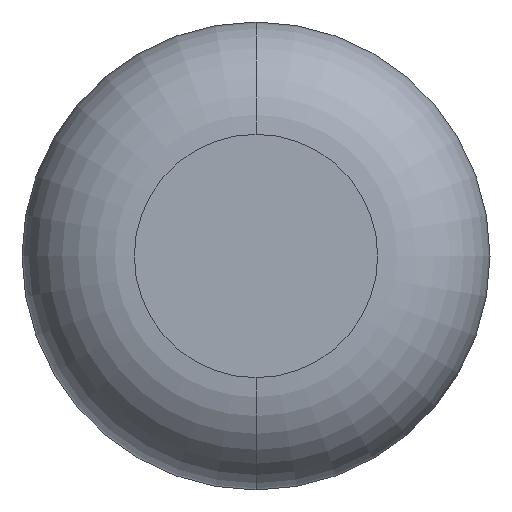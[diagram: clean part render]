
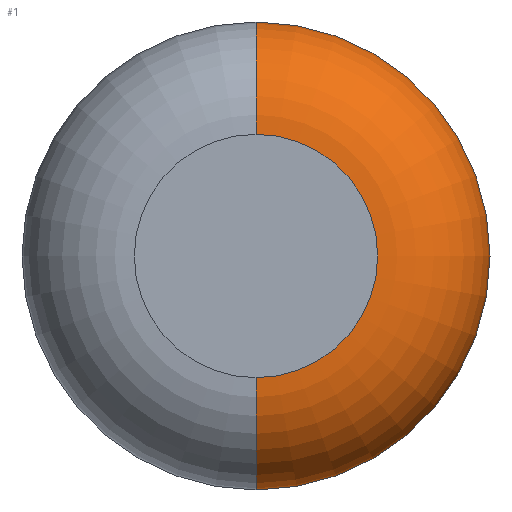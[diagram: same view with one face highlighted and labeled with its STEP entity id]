
A CAD part, front view. The second image highlights one B-rep face of the part: STEP entity #1.
In plain terms, the highlighted toroidal (fillet/blend) face has major radius 1.651 mm and minor radius 1.524 mm.
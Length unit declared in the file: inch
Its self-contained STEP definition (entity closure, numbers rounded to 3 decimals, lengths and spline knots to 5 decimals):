
#1 = ADVANCED_FACE ( 'NONE', ( #4 ), #134, .T. ) ;
#4 = FACE_OUTER_BOUND ( 'NONE', #231, .T. ) ;
#37 = CARTESIAN_POINT ( 'NONE',  ( 0., 0., 0. ) ) ;
#47 = CARTESIAN_POINT ( 'NONE',  ( 0., 0.06, 0. ) ) ;
#54 = EDGE_CURVE ( 'NONE', #178, #288, #293, .T. ) ;
#61 = EDGE_CURVE ( 'NONE', #185, #256, #141, .T. ) ;
#63 = AXIS2_PLACEMENT_3D ( 'NONE', #118, #423, #462 ) ;
#66 = AXIS2_PLACEMENT_3D ( 'NONE', #37, #79, #91 ) ;
#74 = CARTESIAN_POINT ( 'NONE',  ( 0., 0., -0.065 ) ) ;
#79 = DIRECTION ( 'NONE',  ( 0., -1., 0. ) ) ;
#91 = DIRECTION ( 'NONE',  ( 0., 0., -1. ) ) ;
#105 = DIRECTION ( 'NONE',  ( 0., 0., -1. ) ) ;
#113 = ORIENTED_EDGE ( 'NONE', *, *, #61, .F. ) ;
#118 = CARTESIAN_POINT ( 'NONE',  ( 0., 0.06, 0.065 ) ) ;
#134 = TOROIDAL_SURFACE ( 'NONE', #200, 0.065, 0.06 ) ;
#141 = CIRCLE ( 'NONE', #353, 0.06 ) ;
#160 = DIRECTION ( 'NONE',  ( 0., -1., 0. ) ) ;
#170 = CARTESIAN_POINT ( 'NONE',  ( 0., 0.06, -0.125 ) ) ;
#178 = VERTEX_POINT ( 'NONE', #543 ) ;
#185 = VERTEX_POINT ( 'NONE', #170 ) ;
#200 = AXIS2_PLACEMENT_3D ( 'NONE', #47, #217, #513 ) ;
#203 = CARTESIAN_POINT ( 'NONE',  ( 0., 0.06, -0.065 ) ) ;
#217 = DIRECTION ( 'NONE',  ( 0., -1., 0. ) ) ;
#231 = EDGE_LOOP ( 'NONE', ( #478, #380, #243, #113 ) ) ;
#236 = CIRCLE ( 'NONE', #66, 0.065 ) ;
#243 = ORIENTED_EDGE ( 'NONE', *, *, #460, .F. ) ;
#253 = DIRECTION ( 'NONE',  ( -1., 0., 0. ) ) ;
#256 = VERTEX_POINT ( 'NONE', #74 ) ;
#288 = VERTEX_POINT ( 'NONE', #421 ) ;
#293 = CIRCLE ( 'NONE', #63, 0.06 ) ;
#336 = EDGE_CURVE ( 'NONE', #185, #178, #354, .T. ) ;
#353 = AXIS2_PLACEMENT_3D ( 'NONE', #203, #253, #375 ) ;
#354 = CIRCLE ( 'NONE', #500, 0.125 ) ;
#375 = DIRECTION ( 'NONE',  ( 0., 0., 1. ) ) ;
#380 = ORIENTED_EDGE ( 'NONE', *, *, #54, .T. ) ;
#421 = CARTESIAN_POINT ( 'NONE',  ( 0., 0., 0.065 ) ) ;
#423 = DIRECTION ( 'NONE',  ( 1., 0., 0. ) ) ;
#460 = EDGE_CURVE ( 'NONE', #256, #288, #236, .T. ) ;
#462 = DIRECTION ( 'NONE',  ( 0., 0., -1. ) ) ;
#478 = ORIENTED_EDGE ( 'NONE', *, *, #336, .T. ) ;
#500 = AXIS2_PLACEMENT_3D ( 'NONE', #503, #160, #105 ) ;
#503 = CARTESIAN_POINT ( 'NONE',  ( 0., 0.06, 0. ) ) ;
#513 = DIRECTION ( 'NONE',  ( 0., 0., -1. ) ) ;
#543 = CARTESIAN_POINT ( 'NONE',  ( 0., 0.06, 0.125 ) ) ;
